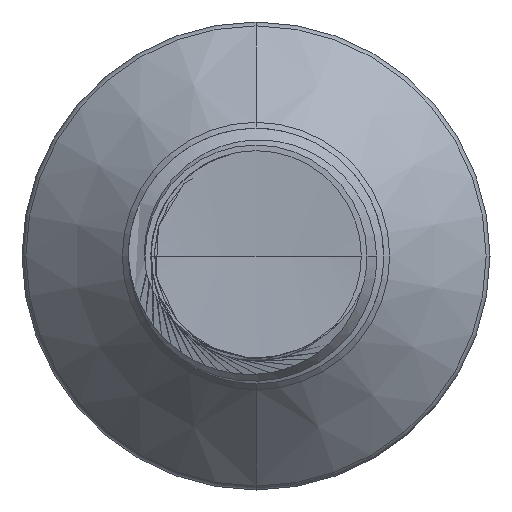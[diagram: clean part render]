
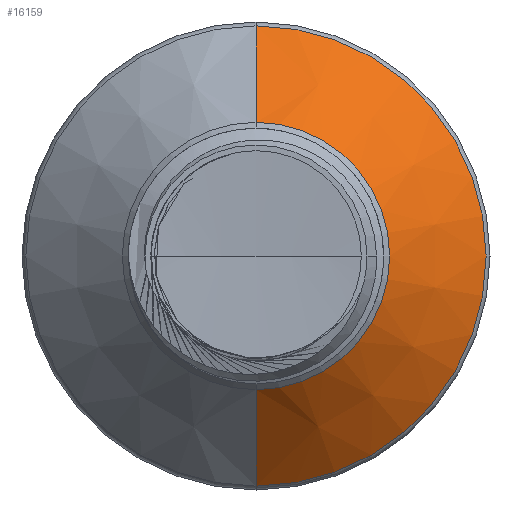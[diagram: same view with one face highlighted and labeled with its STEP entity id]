
A CAD part, front view. The second image highlights one B-rep face of the part: STEP entity #16159.
In plain terms, the highlighted conical face has half-angle 45 degrees and reference radius 1.571 mm.
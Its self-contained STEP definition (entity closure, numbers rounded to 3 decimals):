
#101 = ORIENTED_EDGE ( 'NONE', *, *, #28101, .F. ) ;
#122 = VERTEX_POINT ( 'NONE', #29837 ) ;
#835 = CARTESIAN_POINT ( 'NONE',  ( 0., 19.293, -1.571 ) ) ;
#1381 = EDGE_CURVE ( 'NONE', #18531, #3411, #4594, .T. ) ;
#2543 = VECTOR ( 'NONE', #12299, 1000. ) ;
#3411 = VERTEX_POINT ( 'NONE', #29030 ) ;
#3671 = AXIS2_PLACEMENT_3D ( 'NONE', #7008, #15897, #18742 ) ;
#4594 = CIRCLE ( 'NONE', #33002, 1.571 ) ;
#7008 = CARTESIAN_POINT ( 'NONE',  ( 0., 19.293, 0. ) ) ;
#10273 = EDGE_CURVE ( 'NONE', #18531, #14913, #10742, .T. ) ;
#10610 = VECTOR ( 'NONE', #22369, 1000. ) ;
#10742 = LINE ( 'NONE', #30415, #2543 ) ;
#12299 = DIRECTION ( 'NONE',  ( 0., 0.707, 0.707 ) ) ;
#12318 = DIRECTION ( 'NONE',  ( 0., 1., 0. ) ) ;
#14913 = VERTEX_POINT ( 'NONE', #15691 ) ;
#15691 = CARTESIAN_POINT ( 'NONE',  ( 0., 20.427, 2.704 ) ) ;
#15897 = DIRECTION ( 'NONE',  ( 0., 1., 0. ) ) ;
#16159 = ADVANCED_FACE ( 'NONE', ( #35428 ), #34529, .T. ) ;
#18531 = VERTEX_POINT ( 'NONE', #19178 ) ;
#18692 = LINE ( 'NONE', #835, #10610 ) ;
#18742 = DIRECTION ( 'NONE',  ( 0., 0., 1. ) ) ;
#19178 = CARTESIAN_POINT ( 'NONE',  ( 0., 19.293, 1.571 ) ) ;
#22369 = DIRECTION ( 'NONE',  ( 0., 0.707, -0.707 ) ) ;
#22646 = CIRCLE ( 'NONE', #23033, 2.704 ) ;
#22962 = DIRECTION ( 'NONE',  ( 0., 0., 1. ) ) ;
#23000 = DIRECTION ( 'NONE',  ( 0., 1., 0. ) ) ;
#23006 = CARTESIAN_POINT ( 'NONE',  ( 0., 19.293, 0. ) ) ;
#23033 = AXIS2_PLACEMENT_3D ( 'NONE', #30433, #12318, #33301 ) ;
#23089 = EDGE_LOOP ( 'NONE', ( #24546, #24752, #101, #30006 ) ) ;
#24546 = ORIENTED_EDGE ( 'NONE', *, *, #1381, .T. ) ;
#24752 = ORIENTED_EDGE ( 'NONE', *, *, #37075, .T. ) ;
#28101 = EDGE_CURVE ( 'NONE', #14913, #122, #22646, .T. ) ;
#29030 = CARTESIAN_POINT ( 'NONE',  ( 0., 19.293, -1.571 ) ) ;
#29837 = CARTESIAN_POINT ( 'NONE',  ( 0., 20.427, -2.704 ) ) ;
#30006 = ORIENTED_EDGE ( 'NONE', *, *, #10273, .F. ) ;
#30415 = CARTESIAN_POINT ( 'NONE',  ( 0., 19.293, 1.571 ) ) ;
#30433 = CARTESIAN_POINT ( 'NONE',  ( 0., 20.427, 0. ) ) ;
#33002 = AXIS2_PLACEMENT_3D ( 'NONE', #23006, #23000, #22962 ) ;
#33301 = DIRECTION ( 'NONE',  ( 0., 0., 1. ) ) ;
#34529 = CONICAL_SURFACE ( 'NONE', #3671, 1.571, 0.785 ) ;
#35428 = FACE_OUTER_BOUND ( 'NONE', #23089, .T. ) ;
#37075 = EDGE_CURVE ( 'NONE', #3411, #122, #18692, .T. ) ;
